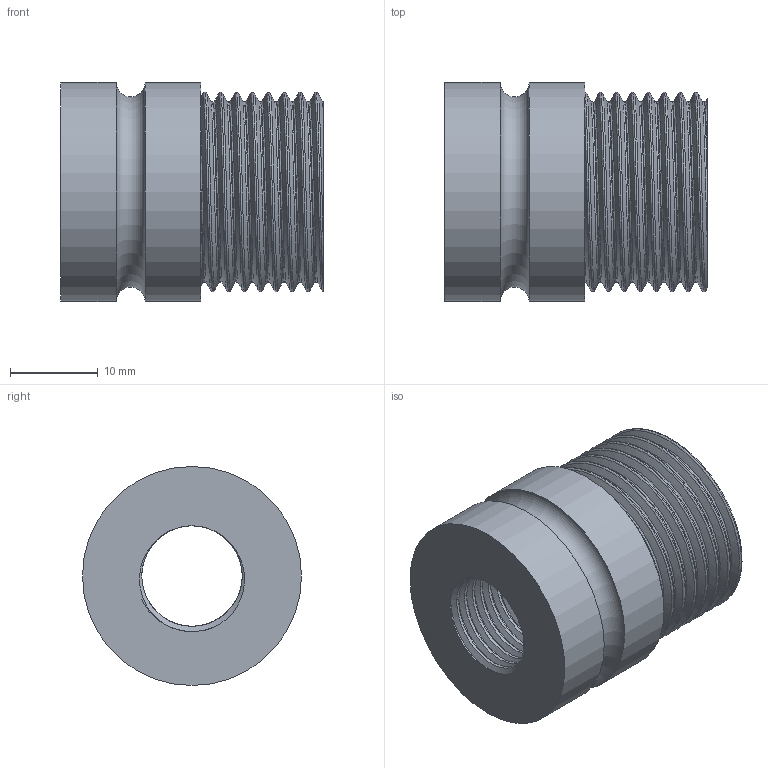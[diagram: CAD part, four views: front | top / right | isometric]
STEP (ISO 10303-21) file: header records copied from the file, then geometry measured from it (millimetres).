
FILE_DESCRIPTION(/* description */ (''),/* implementation_level */ '2;1');
FILE_NAME(/* name */ '2x20 unf to 23mm v5.step',/* time_stamp */ '2020-10-23T13:44:31+02:00',/* author */ (''),/* organization */ (''),/* preprocessor_version */ 'ST-DEVELOPER v18.1',/* originating_system */ 'Autodesk Translation Framework v9.3.0.1241',/* authorisation */ '');
FILE_SCHEMA (('AUTOMOTIVE_DESIGN { 1 0 10303 214 3 1 1 }'));
Length unit declared in the file: millimetre
Products named in the file (2): 1/2x20 unf to 23mm; Composant1
Assembly tree (1 placements, depth 2):
  1/2x20 unf to 23mm
    Composant1
Bounding box: 30 x 25 x 25 mm (x, y, z)
Volume: 9433.8 mm3; surface area: 5155 mm2
Topology: 1 solids, 1 shells, 49 faces, 138 edges, 92 vertices
Faces by surface type: cylinder 36, bspline 8, plane 4, torus 1
Full cylindrical faces by diameter (mm): 11.468 x11, 12.7 x11, 20.587 x7, 25 x2
Entity records: 8587 total; most frequent: CARTESIAN_POINT 7447, ORIENTED_EDGE 276, DIRECTION 152, EDGE_CURVE 138, VERTEX_POINT 92, B_SPLINE_CURVE_WITH_KNOTS 89, AXIS2_PLACEMENT_3D 59, EDGE_LOOP 52
